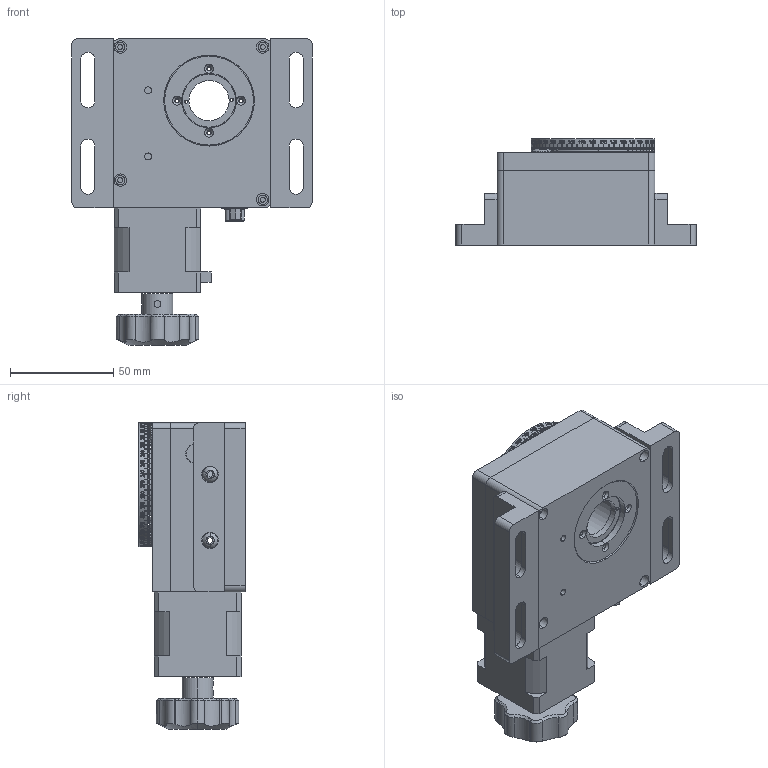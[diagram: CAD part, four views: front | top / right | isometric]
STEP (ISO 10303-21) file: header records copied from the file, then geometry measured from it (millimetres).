
FILE_DESCRIPTION (( 'STEP AP214' ), '1' );
FILE_NAME ('08MRA-1M.STEP', '2018-10-09T01:03:24', ( '' ), ( '' ), 'SwSTEP 2.0', 'SolidWorks 2016', '' );
FILE_SCHEMA (( 'AUTOMOTIVE_DESIGN' ));
Length unit declared in the file: millimetre
Products named in the file (1): 08MRA-1M
Bounding box: 116.5 x 51.5 x 148.5 mm (x, y, z)
Surface area: 74349 mm2 (no closed solid volume)
Topology: 0 solids, 66 shells, 929 faces, 6557 edges, 5319 vertices
Faces by surface type: plane 377, cylinder 352, bspline 148, cone 34, torus 10, sphere 8
Entity records: 110320 total; most frequent: CARTESIAN_POINT 55516, ORIENTED_EDGE 8470, DIRECTION 7842, EDGE_CURVE 6557, VERTEX_POINT 5319, VECTOR 3116, LINE 3116, AXIS2_PLACEMENT_3D 2363
